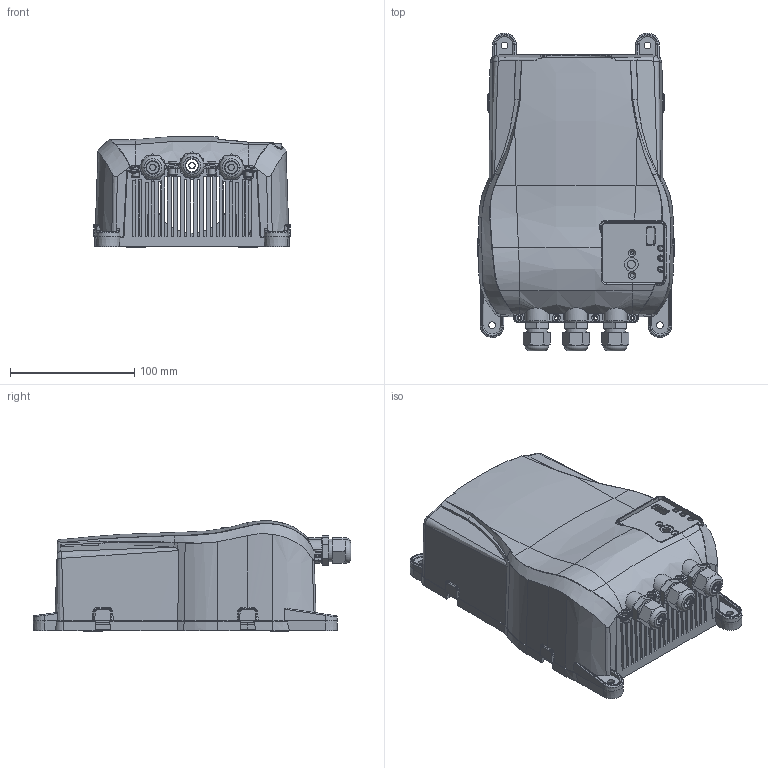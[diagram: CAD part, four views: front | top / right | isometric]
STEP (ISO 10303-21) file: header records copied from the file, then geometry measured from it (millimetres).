
FILE_DESCRIPTION(/* description */ ('Unknown'),/* implementation_level */ '2;1');
FILE_NAME(/* name */ 'CBHD3 24V 25A',/* time_stamp */ '2021-07-23T17:02:24+02:00',/* author */ ('Unknown'),/* organization */ ('Unknown'),/* preprocessor_version */ 'ST-DEVELOPER v16.7',/* originating_system */ 'Solid Edge',/* authorisation */ 'Unknown');
FILE_SCHEMA (('AUTOMOTIVE_DESIGN {1 0 10303 214 3 1 1}'));
Products named in the file (4): Battery Charger CBHD3 24V 25A, 100-240Vac, w-Data Logging, w-SB50 red
, w-Plug IEC, w-cable EU - 832-009 - D01471; Pressacavo M16x1.5, D5÷10, L8, nero (1900.M16N) - 329-206; Coperchio CBHD3 nero c-scarico dati - 286-503 - D01479; Base CBHD3 nero - 376-072 - D01473
Assembly tree (5 placements, depth 2):
  Battery Charger CBHD3 24V 25A, 100-240Vac, w-Data Logging, w-SB50 red
, w-Plug IEC, w-cable EU - 832-009 - D01471
    Pressacavo M16x1.5, D5÷10, L8, nero (1900.M16N) - 329-206  x3
    Coperchio CBHD3 nero c-scarico dati - 286-503 - D01479
    Base CBHD3 nero - 376-072 - D01473
Bounding box: 159.02 x 255.64 x 89.19 mm (x, y, z)
Volume: 311720.2 mm3; surface area: 268807.2 mm2
Topology: 9 solids, 9 shells, 1718 faces, 4705 edges, 3073 vertices
Faces by surface type: plane 794, bspline 544, cylinder 254, cone 119, torus 7
Full cylindrical faces by diameter (mm): 2.5 x4, 3 x2, 3.2 x2, 3.5 x4, 5 x3, 5.2 x3, 5.5 x9, 6 x2, 6.6 x1, 10 x3, 11 x1, 14 x2, 16 x3, 16.6 x3, 60 x1
Entity records: 82186 total; most frequent: CARTESIAN_POINT 50819, ORIENTED_EDGE 7840, DIRECTION 4548, EDGE_CURVE 3920, VERTEX_POINT 2596, EDGE_LOOP 1652, FACE_BOUND 1652, AXIS2_PLACEMENT_3D 1527
